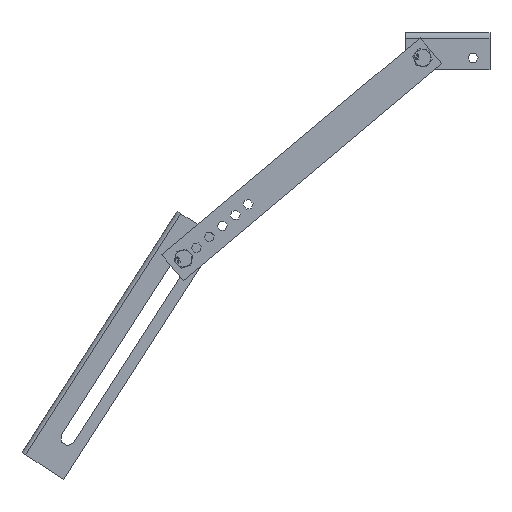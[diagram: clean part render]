
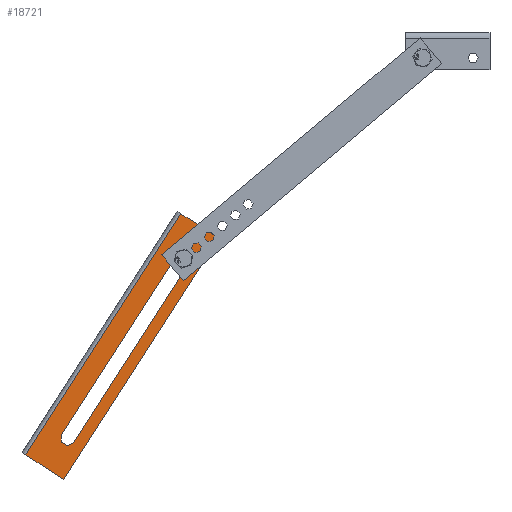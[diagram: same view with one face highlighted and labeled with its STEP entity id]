
A CAD part, front view. The second image highlights one B-rep face of the part: STEP entity #18721.
In plain terms, the highlighted face is planar.
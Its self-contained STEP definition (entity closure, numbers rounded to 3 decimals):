
#95 = CARTESIAN_POINT ( 'NONE',  ( 63.5, 12.162, -2.688 ) ) ;
#209 = EDGE_LOOP ( 'NONE', ( #1759, #1160, #471, #11505 ) ) ;
#471 = ORIENTED_EDGE ( 'NONE', *, *, #18512, .T. ) ;
#866 = CARTESIAN_POINT ( 'NONE',  ( -63.5, 16.412, -2.688 ) ) ;
#1160 = ORIENTED_EDGE ( 'NONE', *, *, #11112, .T. ) ;
#1493 = CARTESIAN_POINT ( 'NONE',  ( -63.5, 20.662, -2.688 ) ) ;
#1682 = CARTESIAN_POINT ( 'NONE',  ( 85., 27.412, -2.688 ) ) ;
#1759 = ORIENTED_EDGE ( 'NONE', *, *, #2900, .T. ) ;
#1798 = ORIENTED_EDGE ( 'NONE', *, *, #6941, .F. ) ;
#2080 = ORIENTED_EDGE ( 'NONE', *, *, #14821, .F. ) ;
#2488 = DIRECTION ( 'NONE',  ( 0., -1., 0. ) ) ;
#2742 = VERTEX_POINT ( 'NONE', #1493 ) ;
#2900 = EDGE_CURVE ( 'NONE', #4532, #3491, #17595, .T. ) ;
#3491 = VERTEX_POINT ( 'NONE', #21215 ) ;
#3643 = VECTOR ( 'NONE', #2488, 1000. ) ;
#4168 = CARTESIAN_POINT ( 'NONE',  ( 0., 12.162, -2.688 ) ) ;
#4363 = VERTEX_POINT ( 'NONE', #1682 ) ;
#4365 = DIRECTION ( 'NONE',  ( 1., 0., 0. ) ) ;
#4516 = VECTOR ( 'NONE', #19195, 1000. ) ;
#4532 = VERTEX_POINT ( 'NONE', #95 ) ;
#5602 = FACE_BOUND ( 'NONE', #209, .T. ) ;
#5607 = CARTESIAN_POINT ( 'NONE',  ( 63.5, 16.412, -2.688 ) ) ;
#6374 = DIRECTION ( 'NONE',  ( 1., 0., 0. ) ) ;
#6941 = EDGE_CURVE ( 'NONE', #21122, #4363, #11062, .T. ) ;
#7219 = EDGE_CURVE ( 'NONE', #8183, #4532, #10561, .T. ) ;
#7348 = EDGE_CURVE ( 'NONE', #4363, #17108, #8015, .T. ) ;
#7363 = CARTESIAN_POINT ( 'NONE',  ( -85., 27.412, -2.688 ) ) ;
#7694 = VECTOR ( 'NONE', #6374, 1000. ) ;
#8015 = LINE ( 'NONE', #20082, #3643 ) ;
#8183 = VERTEX_POINT ( 'NONE', #12654 ) ;
#9003 = DIRECTION ( 'NONE',  ( 0., 1., 0. ) ) ;
#9286 = CARTESIAN_POINT ( 'NONE',  ( -85., 0.737, -2.688 ) ) ;
#9474 = LINE ( 'NONE', #19680, #7694 ) ;
#9546 = VECTOR ( 'NONE', #4365, 1000. ) ;
#9659 = CIRCLE ( 'NONE', #14546, 4.25 ) ;
#9662 = ORIENTED_EDGE ( 'NONE', *, *, #16986, .F. ) ;
#10561 = CIRCLE ( 'NONE', #19991, 4.25 ) ;
#11062 = LINE ( 'NONE', #19311, #9546 ) ;
#11112 = EDGE_CURVE ( 'NONE', #3491, #2742, #9659, .T. ) ;
#11505 = ORIENTED_EDGE ( 'NONE', *, *, #7219, .T. ) ;
#12123 = DIRECTION ( 'NONE',  ( 0., 1., 0. ) ) ;
#12141 = EDGE_LOOP ( 'NONE', ( #2080, #12144, #1798, #9662 ) ) ;
#12144 = ORIENTED_EDGE ( 'NONE', *, *, #7348, .F. ) ;
#12298 = AXIS2_PLACEMENT_3D ( 'NONE', #15436, #16802, #16947 ) ;
#12654 = CARTESIAN_POINT ( 'NONE',  ( 63.5, 20.662, -2.688 ) ) ;
#13705 = DIRECTION ( 'NONE',  ( 0., 0., -1. ) ) ;
#13796 = PLANE ( 'NONE',  #12298 ) ;
#13814 = FACE_OUTER_BOUND ( 'NONE', #12141, .T. ) ;
#13873 = DIRECTION ( 'NONE',  ( 0., 0., -1. ) ) ;
#14546 = AXIS2_PLACEMENT_3D ( 'NONE', #866, #13873, #15446 ) ;
#14821 = EDGE_CURVE ( 'NONE', #17108, #20176, #20039, .T. ) ;
#15436 = CARTESIAN_POINT ( 'NONE',  ( 0., 3.412, -2.688 ) ) ;
#15446 = DIRECTION ( 'NONE',  ( 0., 1., 0. ) ) ;
#16802 = DIRECTION ( 'NONE',  ( 0., 0., -1. ) ) ;
#16947 = DIRECTION ( 'NONE',  ( 0., 1., 0. ) ) ;
#16986 = EDGE_CURVE ( 'NONE', #20176, #21122, #17969, .T. ) ;
#17108 = VERTEX_POINT ( 'NONE', #19230 ) ;
#17468 = VECTOR ( 'NONE', #9003, 1000. ) ;
#17595 = LINE ( 'NONE', #4168, #4516 ) ;
#17969 = LINE ( 'NONE', #7363, #17468 ) ;
#18512 = EDGE_CURVE ( 'NONE', #2742, #8183, #9474, .T. ) ;
#18721 = ADVANCED_FACE ( 'NONE', ( #13814, #5602 ), #13796, .F. ) ;
#19186 = DIRECTION ( 'NONE',  ( -1., 0., 0. ) ) ;
#19195 = DIRECTION ( 'NONE',  ( -1., 0., 0. ) ) ;
#19228 = CARTESIAN_POINT ( 'NONE',  ( -85., 27.412, -2.688 ) ) ;
#19230 = CARTESIAN_POINT ( 'NONE',  ( 85., 0.737, -2.688 ) ) ;
#19311 = CARTESIAN_POINT ( 'NONE',  ( 85., 27.412, -2.688 ) ) ;
#19404 = CARTESIAN_POINT ( 'NONE',  ( 0., 0.737, -2.688 ) ) ;
#19680 = CARTESIAN_POINT ( 'NONE',  ( 0., 20.662, -2.688 ) ) ;
#19991 = AXIS2_PLACEMENT_3D ( 'NONE', #5607, #13705, #12123 ) ;
#20039 = LINE ( 'NONE', #19404, #21078 ) ;
#20082 = CARTESIAN_POINT ( 'NONE',  ( 85., 27.412, -2.688 ) ) ;
#20176 = VERTEX_POINT ( 'NONE', #9286 ) ;
#21078 = VECTOR ( 'NONE', #19186, 1000. ) ;
#21122 = VERTEX_POINT ( 'NONE', #19228 ) ;
#21215 = CARTESIAN_POINT ( 'NONE',  ( -63.5, 12.162, -2.688 ) ) ;
